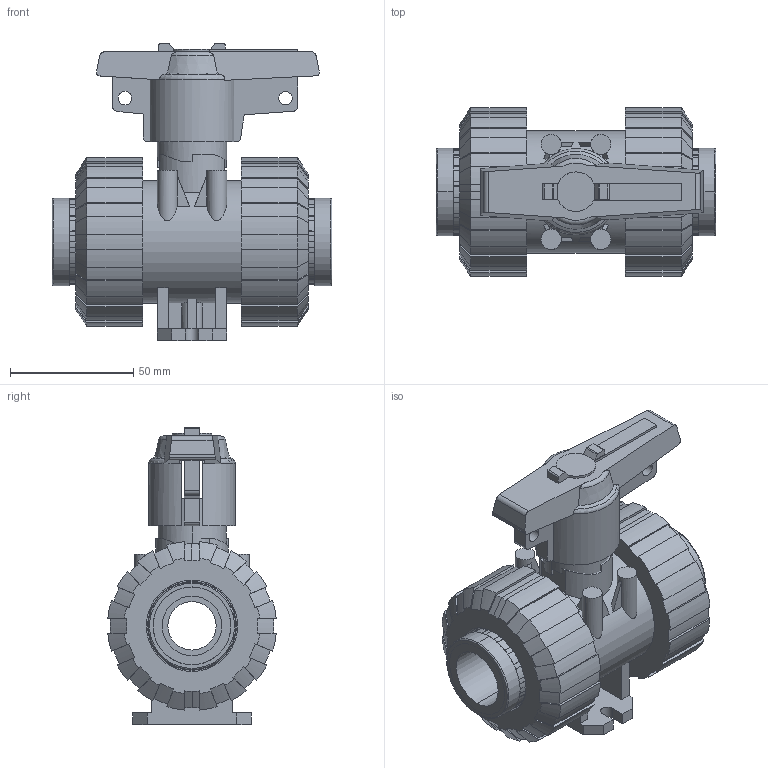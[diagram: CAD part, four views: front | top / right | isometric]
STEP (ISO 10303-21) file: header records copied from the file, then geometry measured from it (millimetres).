
FILE_DESCRIPTION(('STEP AP214'),'1');
FILE_NAME('cctmp_F1F63DC1-8E6C-4510-B449-89AD91559E1C_2021_10_21_07_39_55_0937..stp','2021-10-21T05:39:56',('Praher Valves GmbH'),('CADClick - www.CADClick.com'),'Spatial InterOp 3D',' ','unknown authorization');
FILE_SCHEMA(('AUTOMOTIVE_DESIGN'));
Length unit declared in the file: millimetre
Products named in the file (7): cc_unnamed; 210263_5; 210263_4; 210263_3; 210263_2; 210263_1; 210263
Assembly tree (6 placements, depth 2):
  cc_unnamed
    210263_5
    210263_4
    210263_3
    210263_2
    210263_1
    210263
Bounding box: 113.4 x 68.24 x 120.43 mm (x, y, z)
Volume: 309870.8 mm3; surface area: 88989.7 mm2
Topology: 8 solids, 8 shells, 638 faces, 1758 edges, 1146 vertices
Faces by surface type: plane 324, cone 160, cylinder 142, torus 12
Entity records: 26443 total; most frequent: CARTESIAN_POINT 5038, ORIENTED_EDGE 3516, DIRECTION 3360, EDGE_CURVE 1758, AXIS2_PLACEMENT_3D 1277, VERTEX_POINT 1146, LINE 806, VECTOR 806
